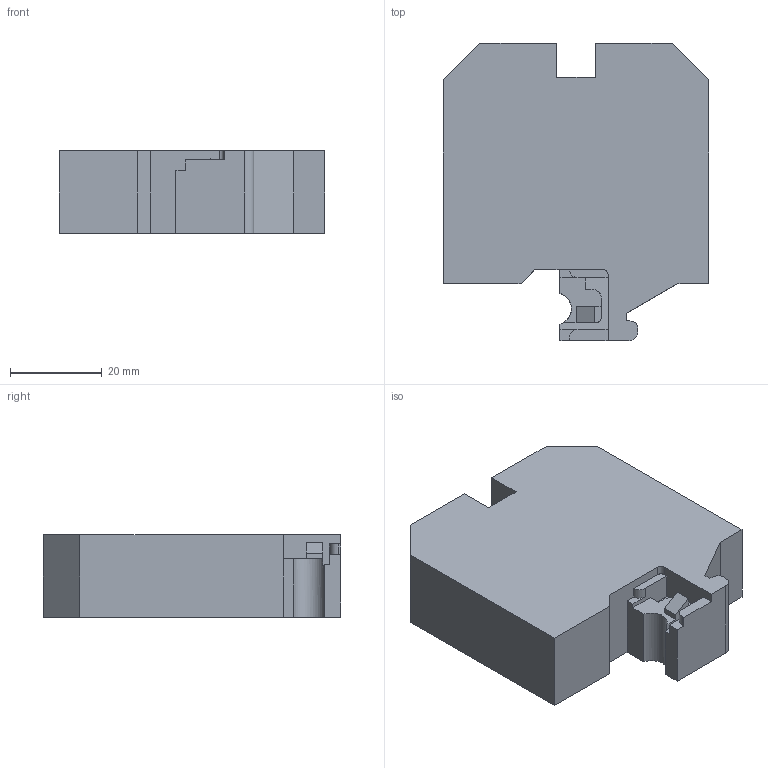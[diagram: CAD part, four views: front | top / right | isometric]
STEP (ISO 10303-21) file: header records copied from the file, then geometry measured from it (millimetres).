
FILE_DESCRIPTION(/* description */ ('Unknown'),/* implementation_level */ '2;1');
FILE_NAME(/* name */ '6CST35H ',/* time_stamp */ '2016-11-21T14:46:05+05:00',/* author */ ('Unknown'),/* organization */ ('Unknown'),/* preprocessor_version */ 'ST-DEVELOPER v16',/* originating_system */ 'DEX',/* authorisation */ $);
FILE_SCHEMA (('AUTOMOTIVE_DESIGN {1 0 10303 214 3 1 1}'));
Length unit declared in the file: millimetre
Products named in the file (1): 6CST35H 
Bounding box: 58 x 65 x 18 mm (x, y, z)
Volume: 55307.4 mm3; surface area: 11001.7 mm2
Topology: 1 solids, 1 shells, 49 faces, 141 edges, 94 vertices
Faces by surface type: plane 41, cylinder 8
Entity records: 1622 total; most frequent: CARTESIAN_POINT 285, ORIENTED_EDGE 282, DIRECTION 258, EDGE_CURVE 141, LINE 124, VECTOR 124, VERTEX_POINT 94, AXIS2_PLACEMENT_3D 67
